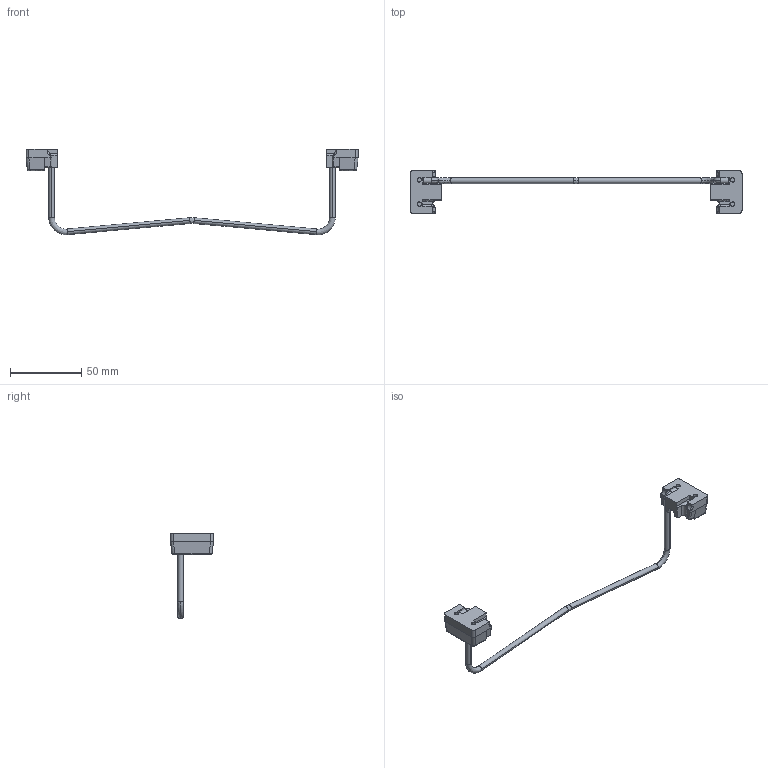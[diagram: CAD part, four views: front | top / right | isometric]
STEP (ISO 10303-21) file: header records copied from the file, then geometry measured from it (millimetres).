
FILE_DESCRIPTION((''),'2;1');
FILE_NAME('','2007-04-03T11:42:02',(''),(''),'','CADfix','');
FILE_SCHEMA(('AUTOMOTIVE_DESIGN { 1 0 10303 214 1 1 1 1 }'));
Length unit declared in the file: millimetre
Bounding box: 233 x 30 x 59.99 mm (x, y, z)
Volume: 18259.4 mm3; surface area: 12171.3 mm2
Topology: 5 solids, 5 shells, 234 faces, 638 edges, 412 vertices
Faces by surface type: bspline 234
Entity records: 10268 total; most frequent: CARTESIAN_POINT 6692, ORIENTED_EDGE 1260, EDGE_CURVE 630, VERTEX_POINT 412, QUASI_UNIFORM_CURVE 292, EDGE_LOOP 248, FACE_OUTER_BOUND 234, ADVANCED_FACE 234
